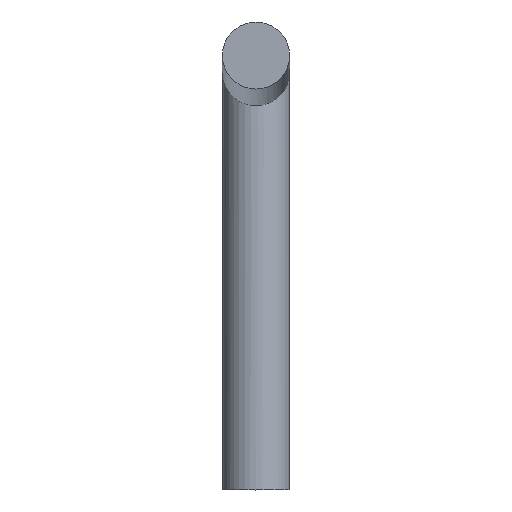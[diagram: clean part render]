
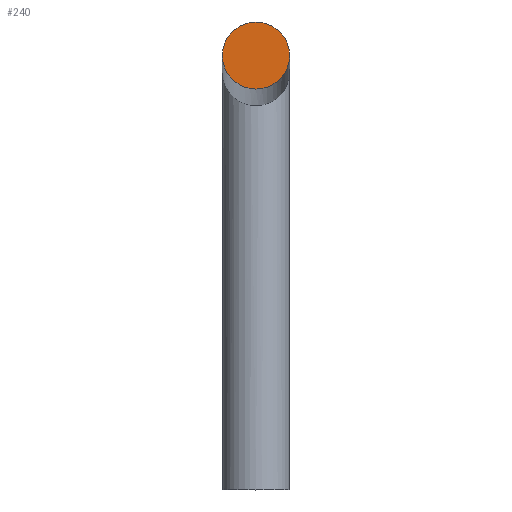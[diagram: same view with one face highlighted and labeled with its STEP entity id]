
A CAD part, top view. The second image highlights one B-rep face of the part: STEP entity #240.
In plain terms, the highlighted planar face has unit normal (0, 0, 1).
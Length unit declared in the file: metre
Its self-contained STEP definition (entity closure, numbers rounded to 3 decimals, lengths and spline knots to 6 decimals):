
#5 = CARTESIAN_POINT('', (0.000321, 0, 0.0456));
#6 = VERTEX_POINT('', #5);
#7 = CARTESIAN_POINT('', (0, 0., 0.0456));
#8 = VERTEX_POINT('', #7);
#32 = DIRECTION('', (1, 0., 0));
#33 = DIRECTION('', (0, -0, 1));
#34 = CARTESIAN_POINT('', (0.000161, 0., 0.0456));
#35 = AXIS2_PLACEMENT_3D('', #34, #33, #32);
#36 = CIRCLE('', #35, 0.000161);
#37 = DIRECTION('', (-1, 0., 0));
#38 = DIRECTION('', (0, -0, 1));
#39 = CARTESIAN_POINT('', (0.00016, 0., 0.0456));
#40 = AXIS2_PLACEMENT_3D('', #39, #38, #37);
#41 = CIRCLE('', #40, 0.00016);
#184 = EDGE_CURVE('', #6, #8, #36, .T.);
#185 = EDGE_CURVE('', #8, #6, #41, .T.);
#206 = CARTESIAN_POINT('', (0, 0, 0.0456));
#207 = DIRECTION('', (0, -0, 1));
#208 = AXIS2_PLACEMENT_3D('', #206, #207, $);
#209 = PLANE('', #208);
#236 = ORIENTED_EDGE('', *, *, #184, .T.);
#237 = ORIENTED_EDGE('', *, *, #185, .T.);
#238 = EDGE_LOOP('', (#236, #237));
#239 = FACE_BOUND('', #238, .T.);
#240 = ADVANCED_FACE('', (#239), #209, .T.);
